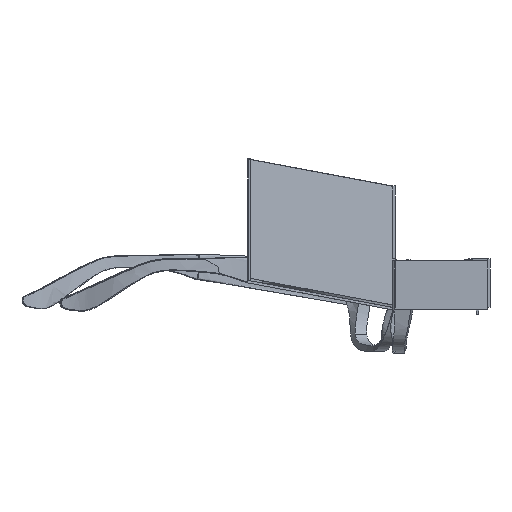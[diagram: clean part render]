
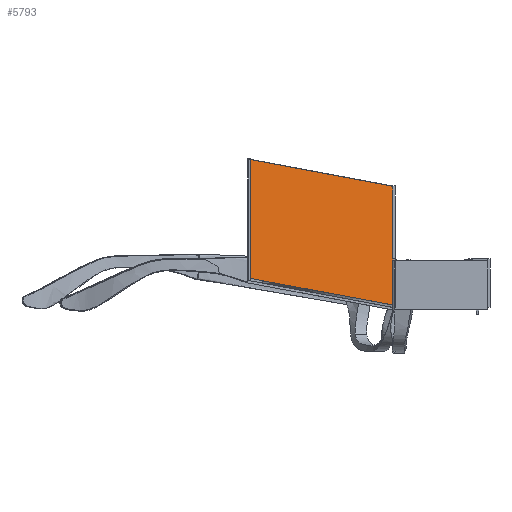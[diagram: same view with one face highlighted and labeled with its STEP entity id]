
A CAD part, left-side view. The second image highlights one B-rep face of the part: STEP entity #5793.
In plain terms, the highlighted planar face has unit normal (-0.964, -0.265, 0).
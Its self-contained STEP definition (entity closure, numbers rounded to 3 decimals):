
#146=PLANE('',#6145);
#852=FACE_OUTER_BOUND('',#1202,.T.);
#1202=EDGE_LOOP('',(#4844,#4845,#4846,#4847,#4848,#4849,#4850));
#1472=LINE('',#21564,#1955);
#1508=LINE('',#21632,#1991);
#1584=LINE('',#22054,#2067);
#1601=LINE('',#22085,#2084);
#1617=LINE('',#22114,#2100);
#1618=LINE('',#22115,#2101);
#1619=LINE('',#22116,#2102);
#1955=VECTOR('',#6681,10.);
#1991=VECTOR('',#6739,10.);
#2067=VECTOR('',#6879,10.);
#2084=VECTOR('',#6900,10.);
#2100=VECTOR('',#6924,10.);
#2101=VECTOR('',#6925,10.);
#2102=VECTOR('',#6926,10.);
#2662=VERTEX_POINT('',#21561);
#2663=VERTEX_POINT('',#21563);
#2684=VERTEX_POINT('',#21630);
#2760=VERTEX_POINT('',#22046);
#2762=VERTEX_POINT('',#22053);
#2773=VERTEX_POINT('',#22080);
#2783=VERTEX_POINT('',#22113);
#3349=EDGE_CURVE('',#2662,#2663,#1472,.T.);
#3385=EDGE_CURVE('',#2684,#2662,#1508,.T.);
#3489=EDGE_CURVE('',#2762,#2760,#1584,.T.);
#3506=EDGE_CURVE('',#2773,#2762,#1601,.T.);
#3522=EDGE_CURVE('',#2783,#2760,#1617,.T.);
#3523=EDGE_CURVE('',#2663,#2783,#1618,.T.);
#3524=EDGE_CURVE('',#2684,#2773,#1619,.T.);
#4844=ORIENTED_EDGE('',*,*,#3506,.T.);
#4845=ORIENTED_EDGE('',*,*,#3489,.T.);
#4846=ORIENTED_EDGE('',*,*,#3522,.F.);
#4847=ORIENTED_EDGE('',*,*,#3523,.F.);
#4848=ORIENTED_EDGE('',*,*,#3349,.F.);
#4849=ORIENTED_EDGE('',*,*,#3385,.F.);
#4850=ORIENTED_EDGE('',*,*,#3524,.T.);
#5793=ADVANCED_FACE('',(#852),#146,.F.);
#6145=AXIS2_PLACEMENT_3D('',#22112,#6922,#6923);
#6681=DIRECTION('',(0.261,-0.949,-0.177));
#6739=DIRECTION('',(0.,0.,1.));
#6879=DIRECTION('',(0.265,-0.964,0.));
#6900=DIRECTION('',(0.,0.,1.));
#6922=DIRECTION('center_axis',(0.964,0.265,0.));
#6923=DIRECTION('ref_axis',(0.,0.,-1.));
#6924=DIRECTION('',(0.,0.,-1.));
#6925=DIRECTION('',(0.,0.,-1.));
#6926=DIRECTION('',(0.261,-0.949,-0.177));
#21561=CARTESIAN_POINT('',(-127.959,53.766,103.85));
#21563=CARTESIAN_POINT('',(-111.857,-4.792,92.911));
#21564=CARTESIAN_POINT('',(-128.234,54.766,104.036));
#21630=CARTESIAN_POINT('',(-127.959,53.766,54.867));
#21632=CARTESIAN_POINT('',(-127.959,53.766,76.255));
#22046=CARTESIAN_POINT('',(-111.857,-4.792,62.09));
#22053=CARTESIAN_POINT('',(-111.897,-4.646,62.09));
#22054=CARTESIAN_POINT('',(-112.673,-1.823,62.09));
#22080=CARTESIAN_POINT('',(-111.897,-4.646,43.956));
#22085=CARTESIAN_POINT('',(-111.897,-4.646,62.759));
#22112=CARTESIAN_POINT('Origin',(-120.045,24.987,73.474));
#22113=CARTESIAN_POINT('',(-111.857,-4.792,62.911));
#22114=CARTESIAN_POINT('',(-111.857,-4.792,92.911));
#22115=CARTESIAN_POINT('',(-111.857,-4.792,92.911));
#22116=CARTESIAN_POINT('',(-119.813,24.142,49.333));
